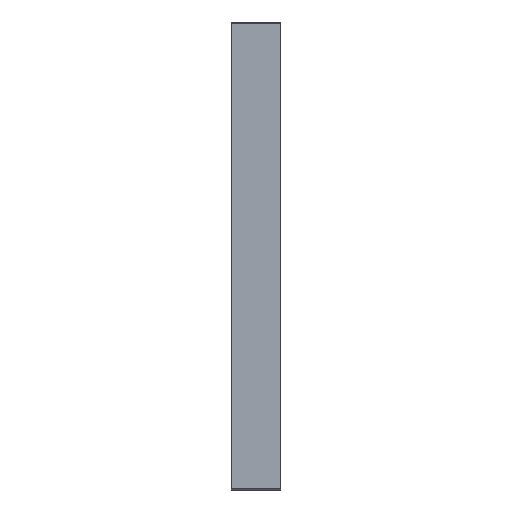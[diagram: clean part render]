
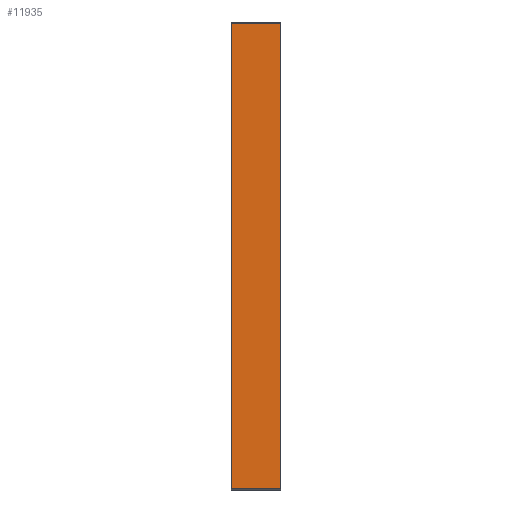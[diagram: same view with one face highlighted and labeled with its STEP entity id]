
A CAD part, left-side view. The second image highlights one B-rep face of the part: STEP entity #11935.
In plain terms, the highlighted planar face has unit normal (-1, 0, 0).
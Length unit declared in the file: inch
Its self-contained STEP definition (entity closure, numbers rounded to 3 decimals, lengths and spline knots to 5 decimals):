
#2367=FACE_OUTER_BOUND('',#3675,.T.);
#3675=EDGE_LOOP('',(#9109,#9110,#9111,#9112));
#4682=LINE('',#18739,#5240);
#4694=LINE('',#19281,#5252);
#4734=LINE('',#19913,#5292);
#4735=LINE('',#19915,#5293);
#5240=VECTOR('',#14532,0.3937);
#5252=VECTOR('',#15068,0.3937);
#5292=VECTOR('',#15718,0.3937);
#5293=VECTOR('',#15721,0.3937);
#5798=VERTEX_POINT('',#18736);
#5799=VERTEX_POINT('',#18738);
#6066=VERTEX_POINT('',#19278);
#6067=VERTEX_POINT('',#19280);
#6858=EDGE_CURVE('',#5798,#5799,#4682,.T.);
#7128=EDGE_CURVE('',#6067,#6066,#4694,.T.);
#7442=EDGE_CURVE('',#6067,#5798,#4734,.T.);
#7443=EDGE_CURVE('',#5799,#6066,#4735,.T.);
#9109=ORIENTED_EDGE('',*,*,#7442,.F.);
#9110=ORIENTED_EDGE('',*,*,#7128,.T.);
#9111=ORIENTED_EDGE('',*,*,#7443,.F.);
#9112=ORIENTED_EDGE('',*,*,#6858,.F.);
#11645=PLANE('',#13271);
#11935=ADVANCED_FACE('',(#2367),#11645,.T.);
#13271=AXIS2_PLACEMENT_3D('',#19914,#15719,#15720);
#14532=DIRECTION('',(0.,0.,1.));
#15068=DIRECTION('',(0.,0.,1.));
#15718=DIRECTION('',(0.,1.,0.));
#15719=DIRECTION('center_axis',(-1.,0.,0.));
#15720=DIRECTION('ref_axis',(0.,0.,1.));
#15721=DIRECTION('',(0.,-1.,0.));
#18736=CARTESIAN_POINT('',(-13.,0.95,-4.48));
#18738=CARTESIAN_POINT('',(-13.,0.95,4.48));
#18739=CARTESIAN_POINT('',(-13.,0.95,-4.5));
#19278=CARTESIAN_POINT('',(-13.,0.,4.48));
#19280=CARTESIAN_POINT('',(-13.,0.,-4.48));
#19281=CARTESIAN_POINT('',(-13.,0.,-4.5));
#19913=CARTESIAN_POINT('',(-13.,0.,-4.48));
#19914=CARTESIAN_POINT('Origin',(-13.,0.,-4.5));
#19915=CARTESIAN_POINT('',(-13.,0.,4.48));
